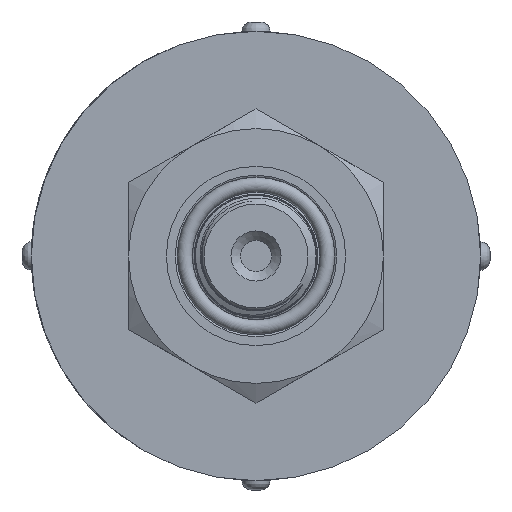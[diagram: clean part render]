
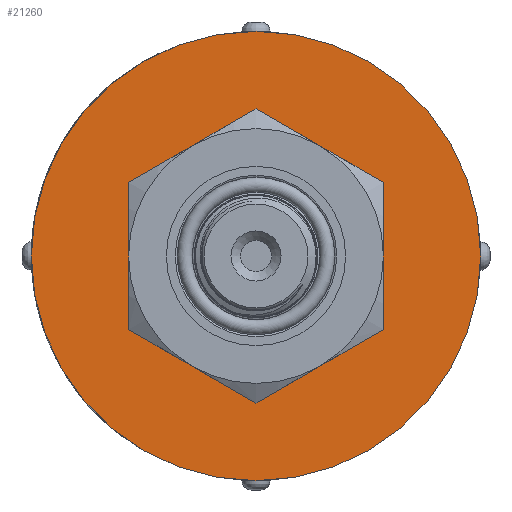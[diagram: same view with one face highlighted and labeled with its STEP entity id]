
A CAD part, left-side view. The second image highlights one B-rep face of the part: STEP entity #21260.
In plain terms, the highlighted planar face has unit normal (-1, 0, 0).
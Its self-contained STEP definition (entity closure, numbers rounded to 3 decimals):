
#799=PLANE('',#22609);
#1178=FACE_BOUND('',#2569,.T.);
#1355=FACE_OUTER_BOUND('',#2568,.T.);
#2568=EDGE_LOOP('',(#14831));
#2569=EDGE_LOOP('',(#14832));
#3832=CIRCLE('',#22610,23.813);
#3833=CIRCLE('',#22611,13.25);
#8867=VERTEX_POINT('',#39909);
#8868=VERTEX_POINT('',#39911);
#11206=EDGE_CURVE('',#8867,#8867,#3832,.T.);
#11207=EDGE_CURVE('',#8868,#8868,#3833,.T.);
#14831=ORIENTED_EDGE('',*,*,#11206,.F.);
#14832=ORIENTED_EDGE('',*,*,#11207,.F.);
#21260=ADVANCED_FACE('',(#1355,#1178),#799,.T.);
#22609=AXIS2_PLACEMENT_3D('',#39908,#24101,#24102);
#22610=AXIS2_PLACEMENT_3D('',#39910,#24103,#24104);
#22611=AXIS2_PLACEMENT_3D('',#39912,#24105,#24106);
#24101=DIRECTION('center_axis',(-1.,0.,0.));
#24102=DIRECTION('ref_axis',(0.,0.,
1.));
#24103=DIRECTION('center_axis',(1.,0.,0.));
#24104=DIRECTION('ref_axis',(0.,0.,
-1.));
#24105=DIRECTION('center_axis',(-1.,0.,0.));
#24106=DIRECTION('ref_axis',(0.,1.,0.));
#39908=CARTESIAN_POINT('Origin',(-0.8,23.813,0.));
#39909=CARTESIAN_POINT('',(-0.8,-23.813,0.));
#39910=CARTESIAN_POINT('Origin',(-0.8,0.,
0.));
#39911=CARTESIAN_POINT('',(-0.8,-13.25,0.));
#39912=CARTESIAN_POINT('Origin',(-0.8,0.,0.));
